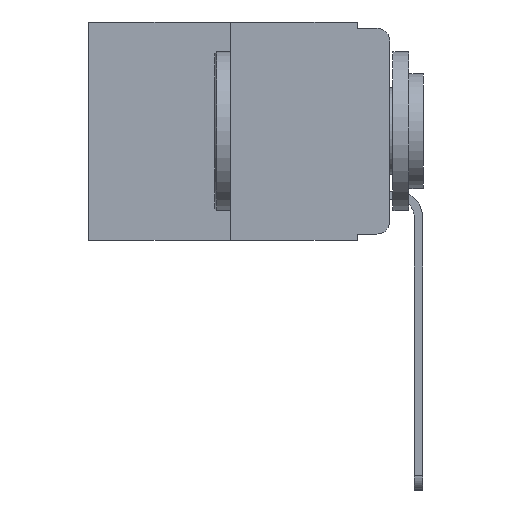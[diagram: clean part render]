
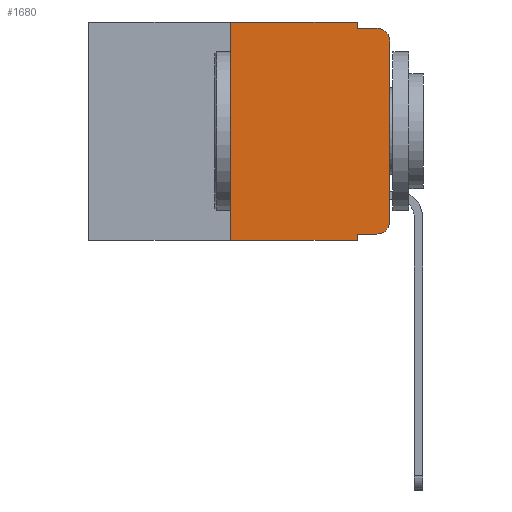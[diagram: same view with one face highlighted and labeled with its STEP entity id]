
A CAD part, left-side view. The second image highlights one B-rep face of the part: STEP entity #1680.
In plain terms, the highlighted planar face has unit normal (-1, 0, 0).
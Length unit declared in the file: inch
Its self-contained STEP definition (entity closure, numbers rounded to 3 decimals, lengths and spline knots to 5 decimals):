
#6 = EDGE_CURVE ( 'NONE', #8850, #7944, #14311, .T. ) ;
#111 = VECTOR ( 'NONE', #7100, 39.37008 ) ;
#638 = CIRCLE ( 'NONE', #15359, 0.02 ) ;
#755 = ORIENTED_EDGE ( 'NONE', *, *, #1052, .F. ) ;
#804 = VERTEX_POINT ( 'NONE', #15262 ) ;
#1052 = EDGE_CURVE ( 'NONE', #9313, #21223, #13375, .T. ) ;
#1680 = ADVANCED_FACE ( 'NONE', ( #6125 ), #16370, .F. ) ;
#1915 = CARTESIAN_POINT ( 'NONE',  ( 0., 0.473, -0.343 ) ) ;
#2665 = VECTOR ( 'NONE', #12662, 39.37008 ) ;
#3054 = CARTESIAN_POINT ( 'NONE',  ( 0., 0.25, -0.343 ) ) ;
#3509 = CARTESIAN_POINT ( 'NONE',  ( 0., 0., 0. ) ) ;
#3531 = VECTOR ( 'NONE', #19163, 39.37008 ) ;
#3615 = DIRECTION ( 'NONE',  ( 0., 0., -1. ) ) ;
#3701 = AXIS2_PLACEMENT_3D ( 'NONE', #9024, #21936, #10881 ) ;
#3886 = CARTESIAN_POINT ( 'NONE',  ( 0., 0.051, -0.343 ) ) ;
#4125 = DIRECTION ( 'NONE',  ( 0., 0., -1. ) ) ;
#4752 = DIRECTION ( 'NONE',  ( 0., -1., 0. ) ) ;
#5221 = CARTESIAN_POINT ( 'NONE',  ( 0., 0.02, -0.01 ) ) ;
#5591 = VECTOR ( 'NONE', #13864, 39.37008 ) ;
#6125 = FACE_OUTER_BOUND ( 'NONE', #10825, .T. ) ;
#6476 = VERTEX_POINT ( 'NONE', #3054 ) ;
#6733 = LINE ( 'NONE', #9730, #3531 ) ;
#6785 = CARTESIAN_POINT ( 'NONE',  ( 0., 0.051, 0. ) ) ;
#7100 = DIRECTION ( 'NONE',  ( 0., 0., 1. ) ) ;
#7427 = LINE ( 'NONE', #7752, #14944 ) ;
#7444 = CARTESIAN_POINT ( 'NONE',  ( 0., 0., -0.03 ) ) ;
#7714 = CARTESIAN_POINT ( 'NONE',  ( 0., 0.473, 0. ) ) ;
#7752 = CARTESIAN_POINT ( 'NONE',  ( 0., 0.051, -0.333 ) ) ;
#7944 = VERTEX_POINT ( 'NONE', #7444 ) ;
#8706 = DIRECTION ( 'NONE',  ( 0., -1., 0. ) ) ;
#8776 = DIRECTION ( 'NONE',  ( -1., 0., 0. ) ) ;
#8850 = VERTEX_POINT ( 'NONE', #20833 ) ;
#9024 = CARTESIAN_POINT ( 'NONE',  ( 0., 0.473, 0. ) ) ;
#9313 = VERTEX_POINT ( 'NONE', #13317 ) ;
#9730 = CARTESIAN_POINT ( 'NONE',  ( 0., 0.25, 0. ) ) ;
#10490 = LINE ( 'NONE', #7714, #18243 ) ;
#10825 = EDGE_LOOP ( 'NONE', ( #20890, #23480, #19879, #15657, #14709, #15306, #20467, #755, #12339, #12651 ) ) ;
#10881 = DIRECTION ( 'NONE',  ( 0., 0., -1. ) ) ;
#12339 = ORIENTED_EDGE ( 'NONE', *, *, #15119, .T. ) ;
#12507 = CARTESIAN_POINT ( 'NONE',  ( 0., 0.051, -0.01 ) ) ;
#12617 = AXIS2_PLACEMENT_3D ( 'NONE', #22048, #12836, #3615 ) ;
#12651 = ORIENTED_EDGE ( 'NONE', *, *, #17977, .T. ) ;
#12662 = DIRECTION ( 'NONE',  ( 0., -1., 0. ) ) ;
#12783 = VECTOR ( 'NONE', #4125, 39.37008 ) ;
#12836 = DIRECTION ( 'NONE',  ( -1., 0., 0. ) ) ;
#12862 = CIRCLE ( 'NONE', #12617, 0.02 ) ;
#13317 = CARTESIAN_POINT ( 'NONE',  ( 0., 0.051, -0.333 ) ) ;
#13375 = LINE ( 'NONE', #6785, #5591 ) ;
#13380 = CARTESIAN_POINT ( 'NONE',  ( 0., 0.25, 0. ) ) ;
#13452 = DIRECTION ( 'NONE',  ( 0., -1., 0. ) ) ;
#13639 = EDGE_CURVE ( 'NONE', #7944, #21866, #638, .T. ) ;
#13832 = EDGE_CURVE ( 'NONE', #6476, #21223, #16573, .T. ) ;
#13864 = DIRECTION ( 'NONE',  ( 0., 0., -1. ) ) ;
#14057 = EDGE_CURVE ( 'NONE', #6476, #15231, #6733, .T. ) ;
#14106 = CARTESIAN_POINT ( 'NONE',  ( 0., 0.02, -0.333 ) ) ;
#14148 = EDGE_CURVE ( 'NONE', #804, #18168, #23494, .T. ) ;
#14311 = LINE ( 'NONE', #3509, #111 ) ;
#14709 = ORIENTED_EDGE ( 'NONE', *, *, #22159, .F. ) ;
#14805 = EDGE_CURVE ( 'NONE', #18168, #21866, #18348, .T. ) ;
#14944 = VECTOR ( 'NONE', #8706, 39.37008 ) ;
#15119 = EDGE_CURVE ( 'NONE', #9313, #21769, #7427, .T. ) ;
#15231 = VERTEX_POINT ( 'NONE', #13380 ) ;
#15262 = CARTESIAN_POINT ( 'NONE',  ( 0., 0.051, 0. ) ) ;
#15306 = ORIENTED_EDGE ( 'NONE', *, *, #14057, .F. ) ;
#15359 = AXIS2_PLACEMENT_3D ( 'NONE', #19580, #8776, #15794 ) ;
#15657 = ORIENTED_EDGE ( 'NONE', *, *, #14148, .F. ) ;
#15794 = DIRECTION ( 'NONE',  ( 0., 0., -1. ) ) ;
#16370 = PLANE ( 'NONE',  #3701 ) ;
#16573 = LINE ( 'NONE', #1915, #2665 ) ;
#17366 = CARTESIAN_POINT ( 'NONE',  ( 0., 0.051, 0. ) ) ;
#17420 = CARTESIAN_POINT ( 'NONE',  ( 0., 0.051, -0.01 ) ) ;
#17977 = EDGE_CURVE ( 'NONE', #21769, #8850, #12862, .T. ) ;
#18168 = VERTEX_POINT ( 'NONE', #12507 ) ;
#18243 = VECTOR ( 'NONE', #13452, 39.37008 ) ;
#18348 = LINE ( 'NONE', #17420, #18624 ) ;
#18624 = VECTOR ( 'NONE', #4752, 39.37008 ) ;
#19163 = DIRECTION ( 'NONE',  ( 0., 0., 1. ) ) ;
#19580 = CARTESIAN_POINT ( 'NONE',  ( 0., 0.02, -0.03 ) ) ;
#19879 = ORIENTED_EDGE ( 'NONE', *, *, #14805, .F. ) ;
#20467 = ORIENTED_EDGE ( 'NONE', *, *, #13832, .T. ) ;
#20833 = CARTESIAN_POINT ( 'NONE',  ( 0., 0., -0.313 ) ) ;
#20890 = ORIENTED_EDGE ( 'NONE', *, *, #6, .T. ) ;
#21223 = VERTEX_POINT ( 'NONE', #3886 ) ;
#21769 = VERTEX_POINT ( 'NONE', #14106 ) ;
#21866 = VERTEX_POINT ( 'NONE', #5221 ) ;
#21936 = DIRECTION ( 'NONE',  ( 1., 0., 0. ) ) ;
#22048 = CARTESIAN_POINT ( 'NONE',  ( 0., 0.02, -0.313 ) ) ;
#22159 = EDGE_CURVE ( 'NONE', #15231, #804, #10490, .T. ) ;
#23480 = ORIENTED_EDGE ( 'NONE', *, *, #13639, .T. ) ;
#23494 = LINE ( 'NONE', #17366, #12783 ) ;
